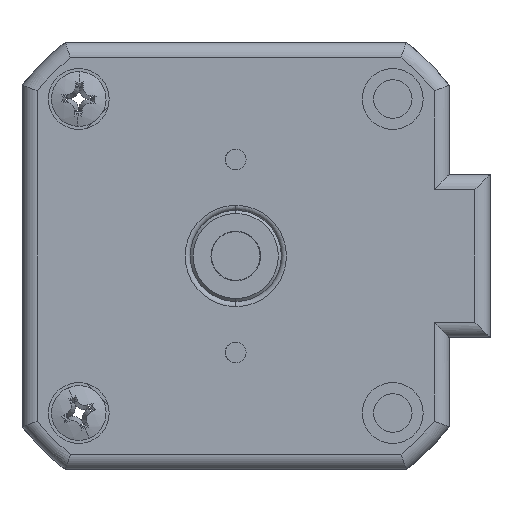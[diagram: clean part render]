
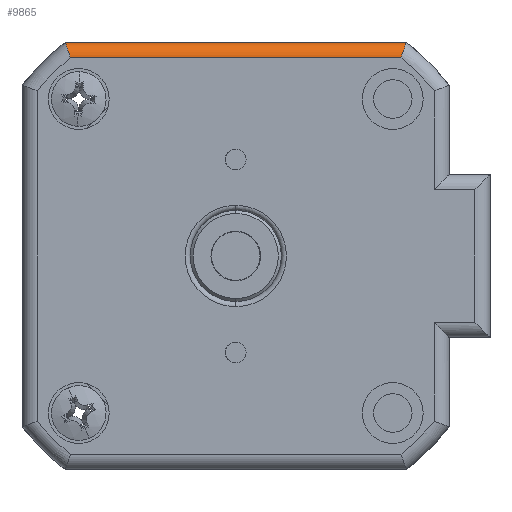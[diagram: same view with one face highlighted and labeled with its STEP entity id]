
A CAD part, front view. The second image highlights one B-rep face of the part: STEP entity #9865.
In plain terms, the highlighted cylindrical face has radius 1.5 mm (diameter 3 mm), a partial arc.
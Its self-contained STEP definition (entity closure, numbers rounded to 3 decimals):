
#196 = VERTEX_POINT ( 'NONE', #9493 ) ;
#335 = CARTESIAN_POINT ( 'NONE',  ( -21.021, -25.707, 36.238 ) ) ;
#385 = LINE ( 'NONE', #3690, #8497 ) ;
#398 = CYLINDRICAL_SURFACE ( 'NONE', #3169, 1.5 ) ;
#414 = ORIENTED_EDGE ( 'NONE', *, *, #2142, .F. ) ;
#627 = CARTESIAN_POINT ( 'NONE',  ( 11.868, -25.527, 36.976 ) ) ;
#1100 = CARTESIAN_POINT ( 'NONE',  ( -21.09, -25.707, 36.428 ) ) ;
#1146 = CARTESIAN_POINT ( 'NONE',  ( 12.137, -24.207, 37.738 ) ) ;
#1191 = EDGE_LOOP ( 'NONE', ( #6832, #6031, #5039, #414 ) ) ;
#1424 = CARTESIAN_POINT ( 'NONE',  ( 12.027, -25.148, 37.423 ) ) ;
#1592 = DIRECTION ( 'NONE',  ( -1., 0., 0. ) ) ;
#1915 = CARTESIAN_POINT ( 'NONE',  ( -21.286, -25.527, 36.976 ) ) ;
#2142 = EDGE_CURVE ( 'NONE', #7663, #8646, #6112, .T. ) ;
#2215 = CARTESIAN_POINT ( 'NONE',  ( 12.109, -24.704, 37.657 ) ) ;
#2441 = DIRECTION ( 'NONE',  ( 1., 0., 0. ) ) ;
#2704 = CARTESIAN_POINT ( 'NONE',  ( -21.444, -25.148, 37.423 ) ) ;
#2969 = CARTESIAN_POINT ( 'NONE',  ( 11.672, -25.707, 36.428 ) ) ;
#3010 = CARTESIAN_POINT ( 'NONE',  ( 12.134, -24.41, 37.728 ) ) ;
#3169 = AXIS2_PLACEMENT_3D ( 'NONE', #7919, #2441, #3221 ) ;
#3221 = DIRECTION ( 'NONE',  ( 0., 0., -1. ) ) ;
#3490 = CARTESIAN_POINT ( 'NONE',  ( -21.526, -24.704, 37.657 ) ) ;
#3690 = CARTESIAN_POINT ( 'NONE',  ( -21.555, -24.207, 37.738 ) ) ;
#3807 = CARTESIAN_POINT ( 'NONE',  ( 12.137, -24.207, 37.738 ) ) ;
#4283 = CARTESIAN_POINT ( 'NONE',  ( -21.551, -24.41, 37.728 ) ) ;
#4298 = EDGE_CURVE ( 'NONE', #196, #10054, #385, .T. ) ;
#4421 = CARTESIAN_POINT ( 'NONE',  ( 11.604, -25.707, 36.238 ) ) ;
#4553 = CARTESIAN_POINT ( 'NONE',  ( 11.604, -25.707, 36.238 ) ) ;
#5039 = ORIENTED_EDGE ( 'NONE', *, *, #5947, .F. ) ;
#5067 = CARTESIAN_POINT ( 'NONE',  ( -21.555, -24.207, 37.738 ) ) ;
#5328 = CARTESIAN_POINT ( 'NONE',  ( 11.741, -25.67, 36.621 ) ) ;
#5947 = EDGE_CURVE ( 'NONE', #8646, #196, #9969, .T. ) ;
#6031 = ORIENTED_EDGE ( 'NONE', *, *, #4298, .F. ) ;
#6040 = DIRECTION ( 'NONE',  ( 1., 0., 0. ) ) ;
#6112 = LINE ( 'NONE', #6288, #9191 ) ;
#6121 = CARTESIAN_POINT ( 'NONE',  ( 11.928, -25.42, 37.143 ) ) ;
#6288 = CARTESIAN_POINT ( 'NONE',  ( -4.709, -25.707, 36.238 ) ) ;
#6605 = CARTESIAN_POINT ( 'NONE',  ( -21.159, -25.67, 36.621 ) ) ;
#6832 = ORIENTED_EDGE ( 'NONE', *, *, #9221, .T. ) ;
#6896 = CARTESIAN_POINT ( 'NONE',  ( 12.067, -24.981, 37.539 ) ) ;
#7392 = CARTESIAN_POINT ( 'NONE',  ( -21.345, -25.42, 37.143 ) ) ;
#7663 = VERTEX_POINT ( 'NONE', #4421 ) ;
#7707 = CARTESIAN_POINT ( 'NONE',  ( 12.12, -24.607, 37.687 ) ) ;
#7723 = CARTESIAN_POINT ( 'NONE',  ( -21.021, -25.707, 36.238 ) ) ;
#7919 = CARTESIAN_POINT ( 'NONE',  ( -21.555, -24.207, 36.238 ) ) ;
#8191 = CARTESIAN_POINT ( 'NONE',  ( -21.485, -24.981, 37.539 ) ) ;
#8492 = CARTESIAN_POINT ( 'NONE',  ( 12.137, -24.309, 37.738 ) ) ;
#8497 = VECTOR ( 'NONE', #6040, 1000. ) ;
#8646 = VERTEX_POINT ( 'NONE', #7723 ) ;
#8972 = CARTESIAN_POINT ( 'NONE',  ( -21.537, -24.607, 37.687 ) ) ;
#8992 = FACE_OUTER_BOUND ( 'NONE', #1191, .T. ) ;
#9191 = VECTOR ( 'NONE', #1592, 1000. ) ;
#9221 = EDGE_CURVE ( 'NONE', #7663, #10054, #9222, .T. ) ;
#9222 = B_SPLINE_CURVE_WITH_KNOTS ( 'NONE', 3,
 ( #4553, #2969, #5328, #627, #6121, #1424, #6896, #2215, #7707, #3010, #8492, #3807 ),
 .UNSPECIFIED., .F., .F.,
 ( 4, 2, 2, 2, 2, 4 ),
 ( 0., 0.001, 0.001, 0.002, 0.002, 0.002 ),
 .UNSPECIFIED. ) ;
#9493 = CARTESIAN_POINT ( 'NONE',  ( -21.555, -24.207, 37.738 ) ) ;
#9773 = CARTESIAN_POINT ( 'NONE',  ( -21.555, -24.309, 37.738 ) ) ;
#9865 = ADVANCED_FACE ( 'NONE', ( #8992 ), #398, .T. ) ;
#9969 = B_SPLINE_CURVE_WITH_KNOTS ( 'NONE', 3,
 ( #335, #1100, #6605, #1915, #7392, #2704, #8191, #3490, #8972, #4283, #9773, #5067 ),
 .UNSPECIFIED., .F., .F.,
 ( 4, 2, 2, 2, 2, 4 ),
 ( 0., 0.001, 0.001, 0.002, 0.002, 0.002 ),
 .UNSPECIFIED. ) ;
#10054 = VERTEX_POINT ( 'NONE', #1146 ) ;
